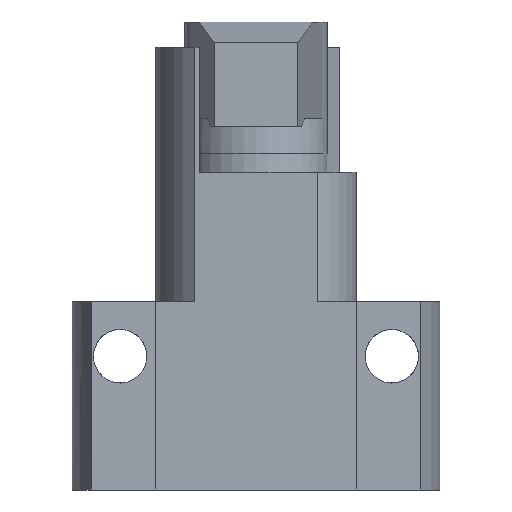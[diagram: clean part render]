
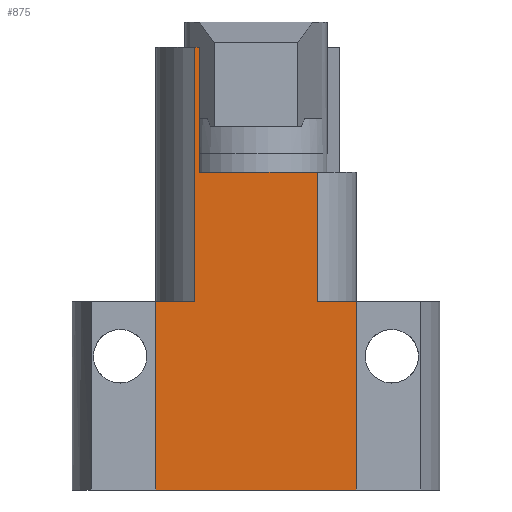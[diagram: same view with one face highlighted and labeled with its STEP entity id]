
A CAD part, front view. The second image highlights one B-rep face of the part: STEP entity #875.
In plain terms, the highlighted planar face has unit normal (0, -1, 0).
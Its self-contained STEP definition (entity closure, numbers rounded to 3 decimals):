
#25 = DIRECTION ( 'NONE',  ( 0., -1., 0. ) ) ;
#38 = ORIENTED_EDGE ( 'NONE', *, *, #2632, .T. ) ;
#40 = EDGE_LOOP ( 'NONE', ( #948, #1855, #643, #1361, #2346, #814, #1786, #266, #38, #2443 ) ) ;
#105 = CARTESIAN_POINT ( 'NONE',  ( 530.012, 176.076, -53. ) ) ;
#142 = EDGE_CURVE ( 'NONE', #574, #2098, #1250, .T. ) ;
#185 = VECTOR ( 'NONE', #852, 1000. ) ;
#206 = VERTEX_POINT ( 'NONE', #845 ) ;
#221 = CARTESIAN_POINT ( 'NONE',  ( 482.012, 176.076, -53. ) ) ;
#266 = ORIENTED_EDGE ( 'NONE', *, *, #1781, .T. ) ;
#279 = VECTOR ( 'NONE', #281, 1000. ) ;
#281 = DIRECTION ( 'NONE',  ( 0., 0., -1. ) ) ;
#288 = VERTEX_POINT ( 'NONE', #2174 ) ;
#313 = VECTOR ( 'NONE', #476, 1000. ) ;
#351 = CARTESIAN_POINT ( 'NONE',  ( 492.533, 176.076, 23. ) ) ;
#372 = LINE ( 'NONE', #490, #313 ) ;
#449 = LINE ( 'NONE', #1588, #2343 ) ;
#455 = CARTESIAN_POINT ( 'NONE',  ( 530.012, 176.076, -8. ) ) ;
#468 = CARTESIAN_POINT ( 'NONE',  ( 491.349, 176.076, -8. ) ) ;
#476 = DIRECTION ( 'NONE',  ( 1., 0., 0. ) ) ;
#490 = CARTESIAN_POINT ( 'NONE',  ( 508.193, 176.076, 53. ) ) ;
#530 = LINE ( 'NONE', #2033, #1027 ) ;
#561 = EDGE_CURVE ( 'NONE', #206, #288, #372, .T. ) ;
#574 = VERTEX_POINT ( 'NONE', #468 ) ;
#579 = VECTOR ( 'NONE', #1721, 1000. ) ;
#636 = LINE ( 'NONE', #1714, #579 ) ;
#643 = ORIENTED_EDGE ( 'NONE', *, *, #1632, .T. ) ;
#681 = VERTEX_POINT ( 'NONE', #1665 ) ;
#724 = CARTESIAN_POINT ( 'NONE',  ( 530.012, 176.076, -53. ) ) ;
#751 = CARTESIAN_POINT ( 'NONE',  ( 530.012, 176.076, -8. ) ) ;
#781 = DIRECTION ( 'NONE',  ( -1., 0., 0. ) ) ;
#785 = EDGE_CURVE ( 'NONE', #1863, #2570, #449, .T. ) ;
#814 = ORIENTED_EDGE ( 'NONE', *, *, #142, .T. ) ;
#845 = CARTESIAN_POINT ( 'NONE',  ( 491.349, 176.076, 53. ) ) ;
#852 = DIRECTION ( 'NONE',  ( 1., 0., 0. ) ) ;
#875 = ADVANCED_FACE ( 'NONE', ( #1504 ), #1204, .T. ) ;
#948 = ORIENTED_EDGE ( 'NONE', *, *, #2572, .F. ) ;
#968 = CARTESIAN_POINT ( 'NONE',  ( 530.012, 176.076, 23. ) ) ;
#996 = EDGE_CURVE ( 'NONE', #681, #1886, #2453, .T. ) ;
#1027 = VECTOR ( 'NONE', #1988, 1000. ) ;
#1204 = PLANE ( 'NONE',  #2479 ) ;
#1240 = DIRECTION ( 'NONE',  ( 0., 0., 1. ) ) ;
#1243 = VECTOR ( 'NONE', #781, 1000. ) ;
#1250 = LINE ( 'NONE', #751, #1243 ) ;
#1255 = CARTESIAN_POINT ( 'NONE',  ( 492.533, 176.076, -53. ) ) ;
#1361 = ORIENTED_EDGE ( 'NONE', *, *, #561, .F. ) ;
#1440 = LINE ( 'NONE', #1882, #1938 ) ;
#1490 = EDGE_CURVE ( 'NONE', #574, #206, #636, .T. ) ;
#1504 = FACE_OUTER_BOUND ( 'NONE', #40, .T. ) ;
#1568 = DIRECTION ( 'NONE',  ( -1., 0., 0. ) ) ;
#1588 = CARTESIAN_POINT ( 'NONE',  ( 530.012, 176.076, -8. ) ) ;
#1607 = VECTOR ( 'NONE', #1240, 1000. ) ;
#1632 = EDGE_CURVE ( 'NONE', #1886, #288, #2265, .T. ) ;
#1640 = LINE ( 'NONE', #221, #279 ) ;
#1665 = CARTESIAN_POINT ( 'NONE',  ( 520.674, 176.076, 23. ) ) ;
#1714 = CARTESIAN_POINT ( 'NONE',  ( 491.349, 176.076, -8. ) ) ;
#1720 = LINE ( 'NONE', #724, #185 ) ;
#1721 = DIRECTION ( 'NONE',  ( 0., 0., 1. ) ) ;
#1781 = EDGE_CURVE ( 'NONE', #2625, #2392, #1720, .T. ) ;
#1786 = ORIENTED_EDGE ( 'NONE', *, *, #1927, .T. ) ;
#1810 = DIRECTION ( 'NONE',  ( 0., 0., 1. ) ) ;
#1855 = ORIENTED_EDGE ( 'NONE', *, *, #996, .T. ) ;
#1863 = VERTEX_POINT ( 'NONE', #455 ) ;
#1875 = CARTESIAN_POINT ( 'NONE',  ( 482.012, 176.076, -53. ) ) ;
#1882 = CARTESIAN_POINT ( 'NONE',  ( 530.012, 176.076, -53. ) ) ;
#1883 = VECTOR ( 'NONE', #1568, 1000. ) ;
#1886 = VERTEX_POINT ( 'NONE', #351 ) ;
#1927 = EDGE_CURVE ( 'NONE', #2098, #2625, #1640, .T. ) ;
#1938 = VECTOR ( 'NONE', #1810, 1000. ) ;
#1988 = DIRECTION ( 'NONE',  ( 0., 0., -1. ) ) ;
#2033 = CARTESIAN_POINT ( 'NONE',  ( 520.674, 176.076, -8. ) ) ;
#2060 = CARTESIAN_POINT ( 'NONE',  ( 520.674, 176.076, -8. ) ) ;
#2098 = VERTEX_POINT ( 'NONE', #2390 ) ;
#2174 = CARTESIAN_POINT ( 'NONE',  ( 492.533, 176.076, 53. ) ) ;
#2265 = LINE ( 'NONE', #1255, #1607 ) ;
#2343 = VECTOR ( 'NONE', #2462, 1000. ) ;
#2344 = DIRECTION ( 'NONE',  ( 1., 0., 0. ) ) ;
#2346 = ORIENTED_EDGE ( 'NONE', *, *, #1490, .F. ) ;
#2390 = CARTESIAN_POINT ( 'NONE',  ( 482.012, 176.076, -8. ) ) ;
#2392 = VERTEX_POINT ( 'NONE', #105 ) ;
#2443 = ORIENTED_EDGE ( 'NONE', *, *, #785, .T. ) ;
#2453 = LINE ( 'NONE', #968, #1883 ) ;
#2462 = DIRECTION ( 'NONE',  ( -1., 0., 0. ) ) ;
#2479 = AXIS2_PLACEMENT_3D ( 'NONE', #2506, #25, #2344 ) ;
#2506 = CARTESIAN_POINT ( 'NONE',  ( 530.012, 176.076, -53. ) ) ;
#2570 = VERTEX_POINT ( 'NONE', #2060 ) ;
#2572 = EDGE_CURVE ( 'NONE', #681, #2570, #530, .T. ) ;
#2625 = VERTEX_POINT ( 'NONE', #1875 ) ;
#2632 = EDGE_CURVE ( 'NONE', #2392, #1863, #1440, .T. ) ;
